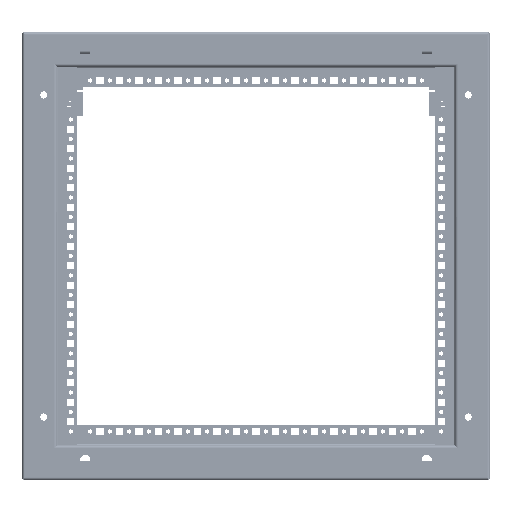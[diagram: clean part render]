
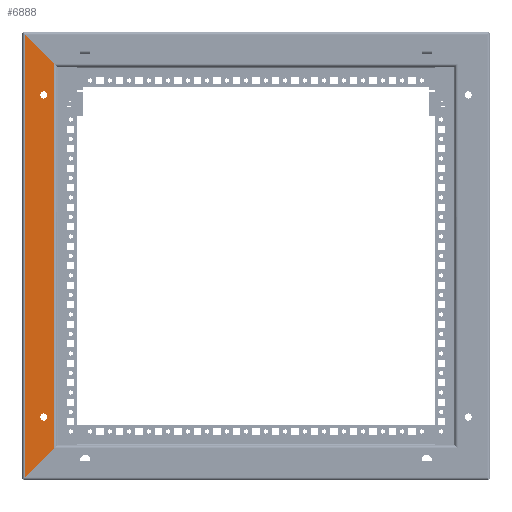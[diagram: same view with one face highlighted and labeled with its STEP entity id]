
A CAD part, front view. The second image highlights one B-rep face of the part: STEP entity #6888.
In plain terms, the highlighted planar face has unit normal (0, -1, 0).
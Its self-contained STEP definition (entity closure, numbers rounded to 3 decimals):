
#6888=ADVANCED_FACE('',(#18948,#18949,#18950),#18951,.T.);
#18948=FACE_OUTER_BOUND('',#39816,.T.);
#18949=FACE_BOUND('',#39817,.T.);
#18950=FACE_BOUND('',#39818,.T.);
#18951=PLANE('',#39819);
#39816=EDGE_LOOP('',(#61984,#61985,#61986,#61987));
#39817=EDGE_LOOP('',(#61988,#61989));
#39818=EDGE_LOOP('',(#61990,#61991));
#39819=AXIS2_PLACEMENT_3D('',#61992,#61993,#61994);
#61984=ORIENTED_EDGE('',*,*,#118019,.T.);
#61985=ORIENTED_EDGE('',*,*,#118040,.T.);
#61986=ORIENTED_EDGE('',*,*,#118041,.T.);
#61987=ORIENTED_EDGE('',*,*,#118037,.F.);
#61988=ORIENTED_EDGE('',*,*,#117115,.T.);
#61989=ORIENTED_EDGE('',*,*,#117981,.T.);
#61990=ORIENTED_EDGE('',*,*,#117110,.T.);
#61991=ORIENTED_EDGE('',*,*,#117984,.T.);
#61992=CARTESIAN_POINT('',(22.5,0.0,573.0));
#61993=DIRECTION('',(0.0,-1.0,0.0));
#61994=DIRECTION('',(0.0,0.0,-1.0));
#117110=EDGE_CURVE('',#139942,#139946,#139948,.T.);
#117115=EDGE_CURVE('',#139951,#139955,#139957,.T.);
#117981=EDGE_CURVE('',#139955,#139951,#141255,.T.);
#117984=EDGE_CURVE('',#139946,#139942,#141258,.T.);
#118019=EDGE_CURVE('',#141315,#141313,#141316,.T.);
#118037=EDGE_CURVE('',#141315,#141344,#141345,.T.);
#118040=EDGE_CURVE('',#141313,#141348,#141349,.T.);
#118041=EDGE_CURVE('',#141348,#141344,#141350,.T.);
#139942=VERTEX_POINT('',#174068);
#139946=VERTEX_POINT('',#174073);
#139948=CIRCLE('',#174076,4.6);
#139951=VERTEX_POINT('',#174079);
#139955=VERTEX_POINT('',#174084);
#139957=CIRCLE('',#174087,4.6);
#141255=CIRCLE('',#175889,4.6);
#141258=CIRCLE('',#175892,4.6);
#141313=VERTEX_POINT('',#175963);
#141315=VERTEX_POINT('',#175965);
#141316=LINE('',#175966,#175967);
#141344=VERTEX_POINT('',#176005);
#141345=LINE('',#176006,#176007);
#141348=VERTEX_POINT('',#176010);
#141349=LINE('',#176011,#176012);
#141350=LINE('',#176013,#176014);
#174068=CARTESIAN_POINT('',(32.6,0.0,81.0));
#174073=CARTESIAN_POINT('',(23.4,0.0,81.0));
#174076=AXIS2_PLACEMENT_3D('',#220541,#220542,#220543);
#174079=CARTESIAN_POINT('',(32.6,0.0,494.0));
#174084=CARTESIAN_POINT('',(23.4,0.0,494.0));
#174087=AXIS2_PLACEMENT_3D('',#220549,#220550,#220551);
#175889=AXIS2_PLACEMENT_3D('',#221488,#221489,#221490);
#175892=AXIS2_PLACEMENT_3D('',#221494,#221495,#221496);
#175963=CARTESIAN_POINT('',(3.6,0.0,571.4));
#175965=CARTESIAN_POINT('',(41.4,0.0,533.6));
#175966=CARTESIAN_POINT('',(17.875,0.,557.125));
#175967=VECTOR('',#221546,1.0);
#176005=CARTESIAN_POINT('',(41.4,0.0,41.4));
#176006=CARTESIAN_POINT('',(41.4,0.0,573.0));
#176007=VECTOR('',#221569,1.0);
#176010=CARTESIAN_POINT('',(3.6,0.0,3.6));
#176011=CARTESIAN_POINT('',(3.6,0.0,573.0));
#176012=VECTOR('',#221573,1.0);
#176013=CARTESIAN_POINT('',(160.625,0.0,160.625));
#176014=VECTOR('',#221574,1.0);
#220541=CARTESIAN_POINT('',(28.0,0.0,81.0));
#220542=DIRECTION('',(-0.0,1.0,0.0));
#220543=DIRECTION('',(1.0,0.0,0.0));
#220549=CARTESIAN_POINT('',(28.0,0.0,494.0));
#220550=DIRECTION('',(-0.0,1.0,0.0));
#220551=DIRECTION('',(1.0,0.0,0.0));
#221488=CARTESIAN_POINT('',(28.0,0.0,494.0));
#221489=DIRECTION('',(-0.0,1.0,0.0));
#221490=DIRECTION('',(1.0,0.0,0.0));
#221494=CARTESIAN_POINT('',(28.0,0.0,81.0));
#221495=DIRECTION('',(-0.0,1.0,0.0));
#221496=DIRECTION('',(1.0,0.0,0.0));
#221546=DIRECTION('',(-0.707,0.0,0.707));
#221569=DIRECTION('',(0.0,0.0,-1.0));
#221573=DIRECTION('',(0.0,0.0,-1.0));
#221574=DIRECTION('',(0.707,0.0,0.707));
